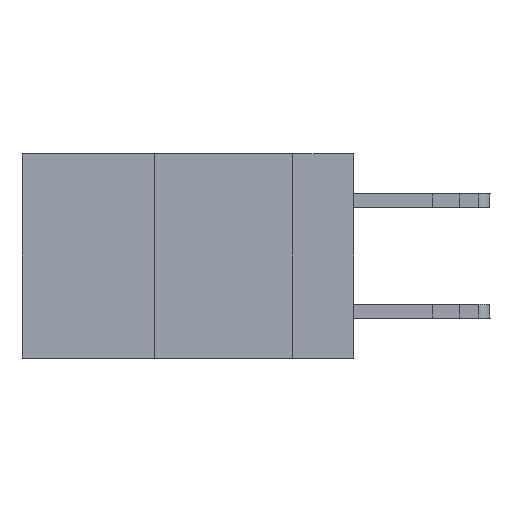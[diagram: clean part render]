
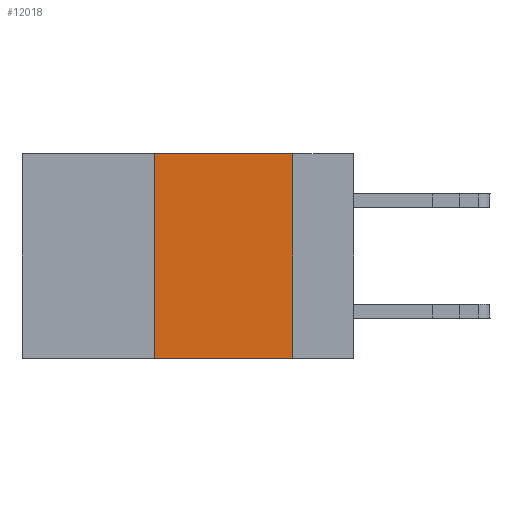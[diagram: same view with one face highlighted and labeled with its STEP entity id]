
A CAD part, left-side view. The second image highlights one B-rep face of the part: STEP entity #12018.
In plain terms, the highlighted planar face has unit normal (-1, 0, 0).
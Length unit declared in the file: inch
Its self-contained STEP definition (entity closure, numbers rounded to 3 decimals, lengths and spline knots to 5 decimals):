
#319 = VECTOR ( 'NONE', #20683, 39.37008 ) ;
#1563 = LINE ( 'NONE', #6411, #10355 ) ;
#1900 = CARTESIAN_POINT ( 'NONE',  ( 0., 0.6, -0.37 ) ) ;
#2123 = CARTESIAN_POINT ( 'NONE',  ( 0., 0.36, 0. ) ) ;
#3044 = VERTEX_POINT ( 'NONE', #9811 ) ;
#3919 = PLANE ( 'NONE',  #13291 ) ;
#4643 = DIRECTION ( 'NONE',  ( 0., -1., 0. ) ) ;
#5390 = ORIENTED_EDGE ( 'NONE', *, *, #8608, .F. ) ;
#5557 = VERTEX_POINT ( 'NONE', #2123 ) ;
#6411 = CARTESIAN_POINT ( 'NONE',  ( 0., 0.6, 0. ) ) ;
#6467 = VECTOR ( 'NONE', #10481, 39.37008 ) ;
#6947 = EDGE_CURVE ( 'NONE', #11761, #3044, #13790, .T. ) ;
#7008 = DIRECTION ( 'NONE',  ( 1., 0., 0. ) ) ;
#8587 = LINE ( 'NONE', #10349, #12671 ) ;
#8608 = EDGE_CURVE ( 'NONE', #5557, #16894, #1563, .T. ) ;
#8801 = DIRECTION ( 'NONE',  ( 0., 0., -1. ) ) ;
#9811 = CARTESIAN_POINT ( 'NONE',  ( 0., 0.11, -0.37 ) ) ;
#10349 = CARTESIAN_POINT ( 'NONE',  ( 0., 0.11, 0. ) ) ;
#10355 = VECTOR ( 'NONE', #4643, 39.37008 ) ;
#10481 = DIRECTION ( 'NONE',  ( 0., -1., 0. ) ) ;
#11342 = ORIENTED_EDGE ( 'NONE', *, *, #15571, .F. ) ;
#11761 = VERTEX_POINT ( 'NONE', #16067 ) ;
#12018 = ADVANCED_FACE ( 'NONE', ( #12400 ), #3919, .F. ) ;
#12400 = FACE_OUTER_BOUND ( 'NONE', #20976, .T. ) ;
#12671 = VECTOR ( 'NONE', #8801, 39.37008 ) ;
#13291 = AXIS2_PLACEMENT_3D ( 'NONE', #19134, #7008, #19028 ) ;
#13630 = ORIENTED_EDGE ( 'NONE', *, *, #16996, .F. ) ;
#13733 = LINE ( 'NONE', #20462, #319 ) ;
#13790 = LINE ( 'NONE', #1900, #6467 ) ;
#14274 = ORIENTED_EDGE ( 'NONE', *, *, #6947, .T. ) ;
#15571 = EDGE_CURVE ( 'NONE', #11761, #5557, #13733, .T. ) ;
#16067 = CARTESIAN_POINT ( 'NONE',  ( 0., 0.36, -0.37 ) ) ;
#16894 = VERTEX_POINT ( 'NONE', #20060 ) ;
#16996 = EDGE_CURVE ( 'NONE', #16894, #3044, #8587, .T. ) ;
#19028 = DIRECTION ( 'NONE',  ( 0., 0., -1. ) ) ;
#19134 = CARTESIAN_POINT ( 'NONE',  ( 0., 0.6, 0. ) ) ;
#20060 = CARTESIAN_POINT ( 'NONE',  ( 0., 0.11, 0. ) ) ;
#20462 = CARTESIAN_POINT ( 'NONE',  ( 0., 0.36, 0. ) ) ;
#20683 = DIRECTION ( 'NONE',  ( 0., 0., 1. ) ) ;
#20976 = EDGE_LOOP ( 'NONE', ( #13630, #5390, #11342, #14274 ) ) ;
